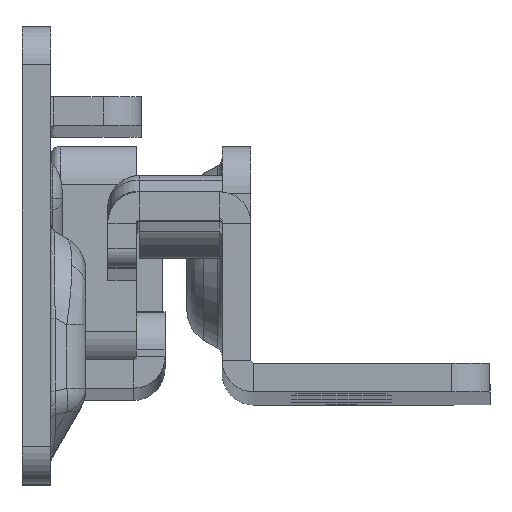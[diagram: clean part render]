
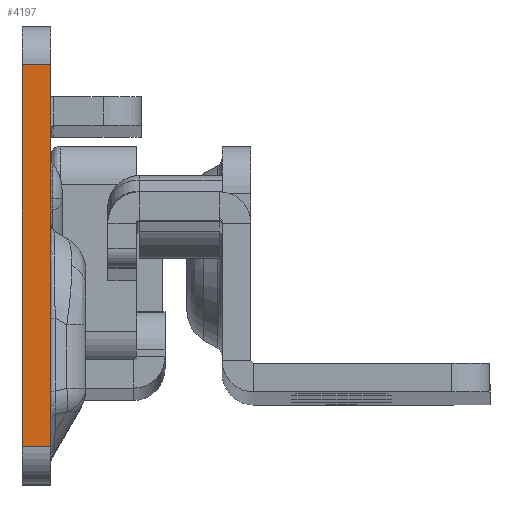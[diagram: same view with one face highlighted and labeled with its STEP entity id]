
A CAD part, top view. The second image highlights one B-rep face of the part: STEP entity #4197.
In plain terms, the highlighted planar face has unit normal (0, 0, 1).
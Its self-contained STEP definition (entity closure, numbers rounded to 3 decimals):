
#31 = LINE ( 'NONE', #3051, #14774 ) ;
#338 = LINE ( 'NONE', #6028, #15376 ) ;
#1457 = DIRECTION ( 'NONE',  ( 1., 0., 0. ) ) ;
#1712 = CARTESIAN_POINT ( 'NONE',  ( -3., -29.094, 0. ) ) ;
#2236 = VERTEX_POINT ( 'NONE', #17153 ) ;
#3051 = CARTESIAN_POINT ( 'NONE',  ( -3., -29.094, 0. ) ) ;
#3375 = EDGE_LOOP ( 'NONE', ( #4352, #3723, #10603, #17250 ) ) ;
#3723 = ORIENTED_EDGE ( 'NONE', *, *, #10370, .F. ) ;
#4126 = DIRECTION ( 'NONE',  ( 1., 0., 0. ) ) ;
#4197 = ADVANCED_FACE ( 'NONE', ( #12415 ), #15447, .T. ) ;
#4352 = ORIENTED_EDGE ( 'NONE', *, *, #5354, .F. ) ;
#4638 = CARTESIAN_POINT ( 'NONE',  ( 0., -21.7, 0. ) ) ;
#5354 = EDGE_CURVE ( 'NONE', #11813, #17006, #338, .T. ) ;
#6028 = CARTESIAN_POINT ( 'NONE',  ( 0., -29.094, 0. ) ) ;
#6247 = VERTEX_POINT ( 'NONE', #6591 ) ;
#6591 = CARTESIAN_POINT ( 'NONE',  ( -3., -21.7, 0. ) ) ;
#7858 = LINE ( 'NONE', #14671, #14376 ) ;
#8488 = DIRECTION ( 'NONE',  ( 0., -1., 0. ) ) ;
#9661 = CARTESIAN_POINT ( 'NONE',  ( -142.194, -21.7, 0. ) ) ;
#10370 = EDGE_CURVE ( 'NONE', #2236, #11813, #7858, .T. ) ;
#10603 = ORIENTED_EDGE ( 'NONE', *, *, #13653, .T. ) ;
#11813 = VERTEX_POINT ( 'NONE', #14820 ) ;
#12415 = FACE_OUTER_BOUND ( 'NONE', #3375, .T. ) ;
#12496 = VECTOR ( 'NONE', #4126, 1000. ) ;
#12594 = DIRECTION ( 'NONE',  ( 1., 0., 0. ) ) ;
#12649 = DIRECTION ( 'NONE',  ( 0., -1., 0. ) ) ;
#13650 = EDGE_CURVE ( 'NONE', #6247, #17006, #15203, .T. ) ;
#13653 = EDGE_CURVE ( 'NONE', #2236, #6247, #31, .T. ) ;
#14376 = VECTOR ( 'NONE', #1457, 1000. ) ;
#14671 = CARTESIAN_POINT ( 'NONE',  ( -3., 18.3, 0. ) ) ;
#14774 = VECTOR ( 'NONE', #8488, 1000. ) ;
#14820 = CARTESIAN_POINT ( 'NONE',  ( 0., 18.3, 0. ) ) ;
#15183 = DIRECTION ( 'NONE',  ( 0., 0., 1. ) ) ;
#15203 = LINE ( 'NONE', #9661, #12496 ) ;
#15376 = VECTOR ( 'NONE', #12649, 1000. ) ;
#15447 = PLANE ( 'NONE',  #16444 ) ;
#16444 = AXIS2_PLACEMENT_3D ( 'NONE', #1712, #15183, #12594 ) ;
#17006 = VERTEX_POINT ( 'NONE', #4638 ) ;
#17153 = CARTESIAN_POINT ( 'NONE',  ( -3., 18.3, 0. ) ) ;
#17250 = ORIENTED_EDGE ( 'NONE', *, *, #13650, .T. ) ;
